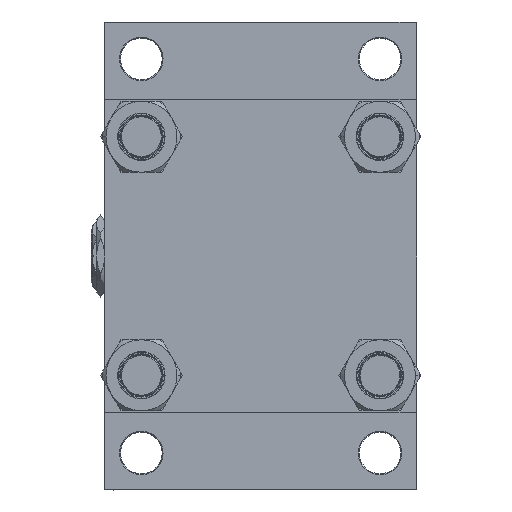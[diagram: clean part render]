
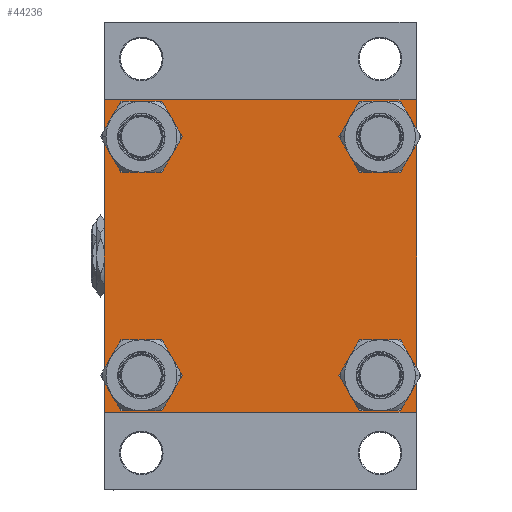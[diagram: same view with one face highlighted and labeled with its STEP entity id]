
A CAD part, left-side view. The second image highlights one B-rep face of the part: STEP entity #44236.
In plain terms, the highlighted planar face has unit normal (-1, 0, 0).
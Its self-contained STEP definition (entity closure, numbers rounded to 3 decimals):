
#451 = EDGE_CURVE ( 'NONE', #36663, #8940, #20826, .T. ) ;
#468 = AXIS2_PLACEMENT_3D ( 'NONE', #25597, #42143, #30402 ) ;
#750 = CARTESIAN_POINT ( 'NONE',  ( 0., 0., 0. ) ) ;
#1659 = EDGE_CURVE ( 'NONE', #17653, #28035, #9415, .T. ) ;
#2136 = CARTESIAN_POINT ( 'NONE',  ( 0., -62.95, -74.45 ) ) ;
#2220 = ORIENTED_EDGE ( 'NONE', *, *, #42974, .T. ) ;
#2346 = CARTESIAN_POINT ( 'NONE',  ( 0., 62.95, -62.95 ) ) ;
#2532 = EDGE_LOOP ( 'NONE', ( #5615, #49738 ) ) ;
#2935 = AXIS2_PLACEMENT_3D ( 'NONE', #750, #19614, #7880 ) ;
#2967 = LINE ( 'NONE', #18530, #49414 ) ;
#3049 = CARTESIAN_POINT ( 'NONE',  ( 0., -62.95, 62.95 ) ) ;
#3090 = DIRECTION ( 'NONE',  ( 0., 0., 1. ) ) ;
#3096 = EDGE_CURVE ( 'NONE', #48382, #32232, #8193, .T. ) ;
#3138 = VERTEX_POINT ( 'NONE', #34424 ) ;
#3588 = ORIENTED_EDGE ( 'NONE', *, *, #38470, .T. ) ;
#3666 = EDGE_CURVE ( 'NONE', #32232, #48382, #20446, .T. ) ;
#4553 = ORIENTED_EDGE ( 'NONE', *, *, #32837, .T. ) ;
#5315 = LINE ( 'NONE', #20880, #43666 ) ;
#5615 = ORIENTED_EDGE ( 'NONE', *, *, #3666, .T. ) ;
#6303 = DIRECTION ( 'NONE',  ( 0., 0.707, -0.707 ) ) ;
#6532 = VERTEX_POINT ( 'NONE', #41463 ) ;
#7562 = CARTESIAN_POINT ( 'NONE',  ( 0., -82.5, -82. ) ) ;
#7793 = ORIENTED_EDGE ( 'NONE', *, *, #35726, .T. ) ;
#7880 = DIRECTION ( 'NONE',  ( 0., 0., 1. ) ) ;
#8132 = FACE_OUTER_BOUND ( 'NONE', #31442, .T. ) ;
#8193 = CIRCLE ( 'NONE', #20413, 11.5 ) ;
#8412 = CARTESIAN_POINT ( 'NONE',  ( 0., -82.5, 82. ) ) ;
#8436 = EDGE_CURVE ( 'NONE', #3138, #8940, #26758, .T. ) ;
#8503 = CIRCLE ( 'NONE', #37050, 11.5 ) ;
#8940 = VERTEX_POINT ( 'NONE', #14304 ) ;
#9415 = LINE ( 'NONE', #9908, #34211 ) ;
#9908 = CARTESIAN_POINT ( 'NONE',  ( 0., 82.25, -82.25 ) ) ;
#10658 = VECTOR ( 'NONE', #6303, 1000. ) ;
#10738 = DIRECTION ( 'NONE',  ( 1., 0., 0. ) ) ;
#11357 = CARTESIAN_POINT ( 'NONE',  ( 0., 62.95, 74.45 ) ) ;
#13061 = CARTESIAN_POINT ( 'NONE',  ( 0., 82.5, 82. ) ) ;
#13339 = DIRECTION ( 'NONE',  ( 1., 0., 0. ) ) ;
#13344 = LINE ( 'NONE', #37081, #26492 ) ;
#13447 = EDGE_CURVE ( 'NONE', #37885, #22437, #8503, .T. ) ;
#13772 = VERTEX_POINT ( 'NONE', #11357 ) ;
#13913 = DIRECTION ( 'NONE',  ( 1., 0., 0. ) ) ;
#14086 = DIRECTION ( 'NONE',  ( 0., 0., -1. ) ) ;
#14304 = CARTESIAN_POINT ( 'NONE',  ( 0., -82., 82.5 ) ) ;
#15069 = CARTESIAN_POINT ( 'NONE',  ( 0., -62.95, 51.45 ) ) ;
#15558 = ORIENTED_EDGE ( 'NONE', *, *, #30222, .T. ) ;
#15856 = EDGE_CURVE ( 'NONE', #36663, #24544, #5315, .T. ) ;
#17653 = VERTEX_POINT ( 'NONE', #26869 ) ;
#17874 = ORIENTED_EDGE ( 'NONE', *, *, #43517, .T. ) ;
#18530 = CARTESIAN_POINT ( 'NONE',  ( 0., -82.25, -82.25 ) ) ;
#18781 = LINE ( 'NONE', #33855, #36778 ) ;
#18903 = CARTESIAN_POINT ( 'NONE',  ( 0., -62.95, 74.45 ) ) ;
#19032 = CARTESIAN_POINT ( 'NONE',  ( 0., 62.95, -74.45 ) ) ;
#19262 = VERTEX_POINT ( 'NONE', #2136 ) ;
#19614 = DIRECTION ( 'NONE',  ( -1., 0., 0. ) ) ;
#19866 = FACE_BOUND ( 'NONE', #25433, .T. ) ;
#20413 = AXIS2_PLACEMENT_3D ( 'NONE', #3049, #22448, #38014 ) ;
#20446 = CIRCLE ( 'NONE', #26945, 11.5 ) ;
#20826 = LINE ( 'NONE', #39971, #38251 ) ;
#20880 = CARTESIAN_POINT ( 'NONE',  ( 0., -82.5, 82.5 ) ) ;
#21946 = ORIENTED_EDGE ( 'NONE', *, *, #29033, .T. ) ;
#22437 = VERTEX_POINT ( 'NONE', #39734 ) ;
#22448 = DIRECTION ( 'NONE',  ( 1., 0., 0. ) ) ;
#22469 = DIRECTION ( 'NONE',  ( 0., 0., 1. ) ) ;
#22472 = CIRCLE ( 'NONE', #468, 11.5 ) ;
#23321 = ORIENTED_EDGE ( 'NONE', *, *, #451, .T. ) ;
#23696 = ORIENTED_EDGE ( 'NONE', *, *, #1659, .T. ) ;
#24544 = VERTEX_POINT ( 'NONE', #7562 ) ;
#24857 = DIRECTION ( 'NONE',  ( 0., 0., 1. ) ) ;
#25433 = EDGE_LOOP ( 'NONE', ( #15558, #31399 ) ) ;
#25597 = CARTESIAN_POINT ( 'NONE',  ( 0., -62.95, -62.95 ) ) ;
#25955 = ORIENTED_EDGE ( 'NONE', *, *, #8436, .F. ) ;
#26218 = CARTESIAN_POINT ( 'NONE',  ( 0., 82.25, 82.25 ) ) ;
#26299 = ORIENTED_EDGE ( 'NONE', *, *, #28911, .T. ) ;
#26492 = VECTOR ( 'NONE', #14086, 1000. ) ;
#26758 = LINE ( 'NONE', #41795, #27148 ) ;
#26869 = CARTESIAN_POINT ( 'NONE',  ( 0., 82.5, -82. ) ) ;
#26945 = AXIS2_PLACEMENT_3D ( 'NONE', #44607, #34106, #36955 ) ;
#27148 = VECTOR ( 'NONE', #38471, 1000. ) ;
#27450 = CARTESIAN_POINT ( 'NONE',  ( 0., -62.95, -51.45 ) ) ;
#28035 = VERTEX_POINT ( 'NONE', #43446 ) ;
#28777 = CIRCLE ( 'NONE', #29580, 11.5 ) ;
#28911 = EDGE_CURVE ( 'NONE', #28035, #6532, #18781, .T. ) ;
#29033 = EDGE_CURVE ( 'NONE', #3138, #35715, #41271, .T. ) ;
#29580 = AXIS2_PLACEMENT_3D ( 'NONE', #37818, #37077, #48552 ) ;
#29785 = DIRECTION ( 'NONE',  ( 0., -1., 0. ) ) ;
#30222 = EDGE_CURVE ( 'NONE', #22437, #37885, #33518, .T. ) ;
#30402 = DIRECTION ( 'NONE',  ( 0., 0., 1. ) ) ;
#30482 = CIRCLE ( 'NONE', #44386, 11.5 ) ;
#31399 = ORIENTED_EDGE ( 'NONE', *, *, #13447, .T. ) ;
#31429 = VERTEX_POINT ( 'NONE', #27450 ) ;
#31442 = EDGE_LOOP ( 'NONE', ( #3588, #23696, #26299, #17874, #36515, #23321, #25955, #21946 ) ) ;
#31625 = PLANE ( 'NONE',  #2935 ) ;
#31875 = FACE_BOUND ( 'NONE', #33499, .T. ) ;
#32052 = DIRECTION ( 'NONE',  ( 0., 0.707, 0.707 ) ) ;
#32232 = VERTEX_POINT ( 'NONE', #18903 ) ;
#32832 = CIRCLE ( 'NONE', #35261, 11.5 ) ;
#32837 = EDGE_CURVE ( 'NONE', #41516, #13772, #32832, .T. ) ;
#32888 = DIRECTION ( 'NONE',  ( 0., -0.707, -0.707 ) ) ;
#32948 = EDGE_CURVE ( 'NONE', #13772, #41516, #28777, .T. ) ;
#33071 = DIRECTION ( 'NONE',  ( 0., 0., 1. ) ) ;
#33108 = DIRECTION ( 'NONE',  ( 0., 0., -1. ) ) ;
#33499 = EDGE_LOOP ( 'NONE', ( #47986, #4553 ) ) ;
#33518 = CIRCLE ( 'NONE', #36814, 11.5 ) ;
#33855 = CARTESIAN_POINT ( 'NONE',  ( 0., 82.5, -82.5 ) ) ;
#34105 = DIRECTION ( 'NONE',  ( 0., -0.707, 0.707 ) ) ;
#34106 = DIRECTION ( 'NONE',  ( 1., 0., 0. ) ) ;
#34211 = VECTOR ( 'NONE', #32888, 1000. ) ;
#34424 = CARTESIAN_POINT ( 'NONE',  ( 0., 82., 82.5 ) ) ;
#35261 = AXIS2_PLACEMENT_3D ( 'NONE', #35821, #13339, #24857 ) ;
#35709 = FACE_BOUND ( 'NONE', #44775, .T. ) ;
#35715 = VERTEX_POINT ( 'NONE', #13061 ) ;
#35726 = EDGE_CURVE ( 'NONE', #19262, #31429, #30482, .T. ) ;
#35821 = CARTESIAN_POINT ( 'NONE',  ( 0., 62.95, 62.95 ) ) ;
#36515 = ORIENTED_EDGE ( 'NONE', *, *, #15856, .F. ) ;
#36663 = VERTEX_POINT ( 'NONE', #8412 ) ;
#36670 = CARTESIAN_POINT ( 'NONE',  ( 0., 62.95, -62.95 ) ) ;
#36778 = VECTOR ( 'NONE', #29785, 1000. ) ;
#36814 = AXIS2_PLACEMENT_3D ( 'NONE', #36670, #13913, #33071 ) ;
#36955 = DIRECTION ( 'NONE',  ( 0., 0., 1. ) ) ;
#37050 = AXIS2_PLACEMENT_3D ( 'NONE', #2346, #10738, #3090 ) ;
#37077 = DIRECTION ( 'NONE',  ( 1., 0., 0. ) ) ;
#37081 = CARTESIAN_POINT ( 'NONE',  ( 0., 82.5, 82.5 ) ) ;
#37175 = CARTESIAN_POINT ( 'NONE',  ( 0., 62.95, 51.45 ) ) ;
#37818 = CARTESIAN_POINT ( 'NONE',  ( 0., 62.95, 62.95 ) ) ;
#37885 = VERTEX_POINT ( 'NONE', #19032 ) ;
#38014 = DIRECTION ( 'NONE',  ( 0., 0., 1. ) ) ;
#38251 = VECTOR ( 'NONE', #32052, 1000. ) ;
#38470 = EDGE_CURVE ( 'NONE', #35715, #17653, #13344, .T. ) ;
#38471 = DIRECTION ( 'NONE',  ( 0., -1., 0. ) ) ;
#39734 = CARTESIAN_POINT ( 'NONE',  ( 0., 62.95, -51.45 ) ) ;
#39971 = CARTESIAN_POINT ( 'NONE',  ( 0., -82.25, 82.25 ) ) ;
#41271 = LINE ( 'NONE', #26218, #10658 ) ;
#41463 = CARTESIAN_POINT ( 'NONE',  ( 0., -82., -82.5 ) ) ;
#41516 = VERTEX_POINT ( 'NONE', #37175 ) ;
#41795 = CARTESIAN_POINT ( 'NONE',  ( 0., 82.5, 82.5 ) ) ;
#41861 = CARTESIAN_POINT ( 'NONE',  ( 0., -62.95, -62.95 ) ) ;
#42143 = DIRECTION ( 'NONE',  ( 1., 0., 0. ) ) ;
#42974 = EDGE_CURVE ( 'NONE', #31429, #19262, #22472, .T. ) ;
#43106 = FACE_BOUND ( 'NONE', #2532, .T. ) ;
#43446 = CARTESIAN_POINT ( 'NONE',  ( 0., 82., -82.5 ) ) ;
#43517 = EDGE_CURVE ( 'NONE', #6532, #24544, #2967, .T. ) ;
#43666 = VECTOR ( 'NONE', #33108, 1000. ) ;
#44236 = ADVANCED_FACE ( 'NONE', ( #43106, #35709, #19866, #31875, #8132 ), #31625, .T. ) ;
#44386 = AXIS2_PLACEMENT_3D ( 'NONE', #41861, #49026, #22469 ) ;
#44607 = CARTESIAN_POINT ( 'NONE',  ( 0., -62.95, 62.95 ) ) ;
#44775 = EDGE_LOOP ( 'NONE', ( #2220, #7793 ) ) ;
#47986 = ORIENTED_EDGE ( 'NONE', *, *, #32948, .T. ) ;
#48382 = VERTEX_POINT ( 'NONE', #15069 ) ;
#48552 = DIRECTION ( 'NONE',  ( 0., 0., 1. ) ) ;
#49026 = DIRECTION ( 'NONE',  ( 1., 0., 0. ) ) ;
#49414 = VECTOR ( 'NONE', #34105, 1000. ) ;
#49738 = ORIENTED_EDGE ( 'NONE', *, *, #3096, .T. ) ;
